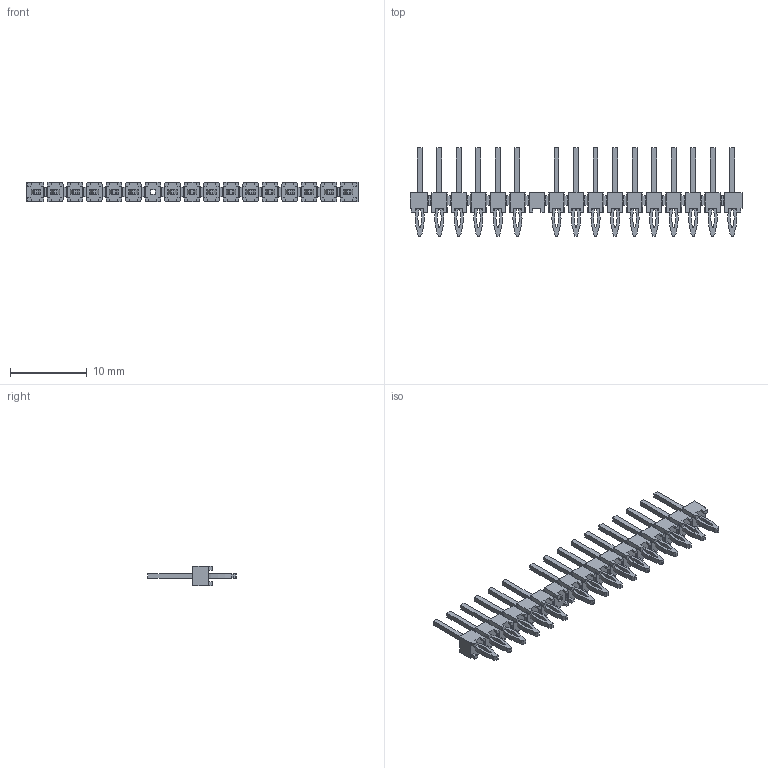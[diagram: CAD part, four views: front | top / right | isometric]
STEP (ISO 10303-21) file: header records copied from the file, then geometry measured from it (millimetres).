
FILE_DESCRIPTION(/* description */ ('STEP AP214'),/* implementation_level */ '2;1');
FILE_NAME(/* name */ 'PHT-117-01-L-S-007',/* time_stamp */ '2023-03-22T23:43:21+01:00',/* author */ ('License CC BY-ND 4.0'),/* organization */ ('CADENAS'),/* preprocessor_version */ 'ST-DEVELOPER v19.3',/* originating_system */ 'PARTsolutions',/* authorisation */ ' ');
FILE_SCHEMA (('AUTOMOTIVE_DESIGN {1 0 10303 214 3 1 1}'));
Length unit declared in the file: inch
Products named in the file (3): PHT-117-01-L-S-007; PHT-117-01-S-007_Pin; PHT-117-01-S_terminal
Assembly tree (2 placements, depth 2):
  PHT-117-01-L-S-007
    PHT-117-01-S-007_Pin
    PHT-117-01-S_terminal
Bounding box: 43.18 x 11.48 x 2.49 mm (x, y, z)
Volume: 265.9 mm3; surface area: 1211.9 mm2
Topology: 2 solids, 2 shells, 1100 faces, 3064 edges, 2000 vertices
Faces by surface type: plane 1004, cylinder 96
Entity records: 34730 total; most frequent: CARTESIAN_POINT 6167, ORIENTED_EDGE 6128, DIRECTION 5462, EDGE_CURVE 3064, LINE 2872, VECTOR 2872, VERTEX_POINT 2000, AXIS2_PLACEMENT_3D 1295
